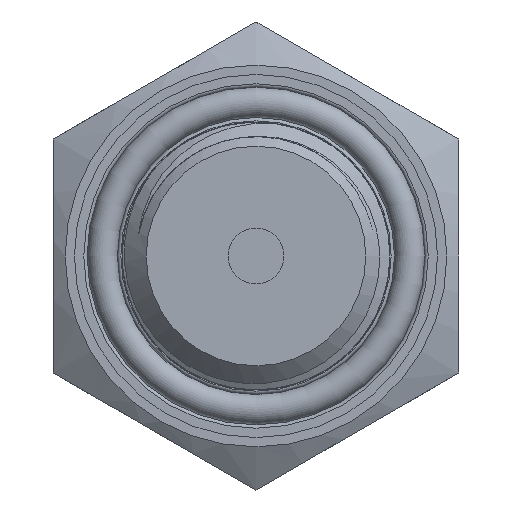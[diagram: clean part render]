
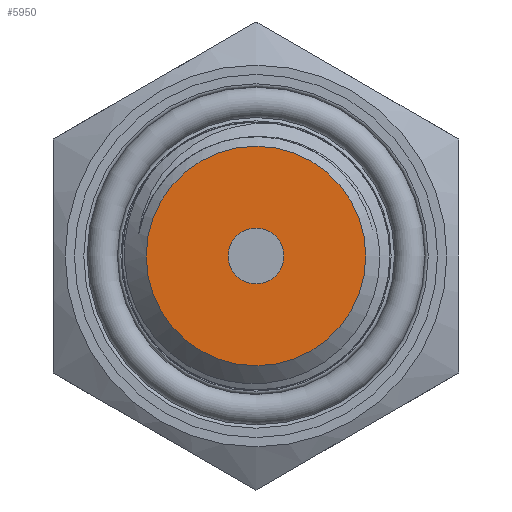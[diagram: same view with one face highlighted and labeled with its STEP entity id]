
A CAD part, left-side view. The second image highlights one B-rep face of the part: STEP entity #5950.
In plain terms, the highlighted planar face has unit normal (-1, 0, 0).
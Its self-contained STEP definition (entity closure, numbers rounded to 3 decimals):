
#327=FACE_BOUND('',#1055,.T.);
#363=PLANE('',#6161);
#689=FACE_OUTER_BOUND('',#1054,.T.);
#1054=EDGE_LOOP('',(#5437));
#1055=EDGE_LOOP('',(#5438));
#1140=CIRCLE('',#6142,6.5);
#1146=CIRCLE('',#6160,1.65);
#2826=VERTEX_POINT('',#14379);
#2834=VERTEX_POINT('',#15564);
#3689=EDGE_CURVE('',#2826,#2826,#1140,.T.);
#3711=EDGE_CURVE('',#2834,#2834,#1146,.T.);
#5437=ORIENTED_EDGE('',*,*,#3689,.T.);
#5438=ORIENTED_EDGE('',*,*,#3711,.T.);
#5950=ADVANCED_FACE('',(#689,#327),#363,.T.);
#6142=AXIS2_PLACEMENT_3D('',#14380,#6742,#6743);
#6160=AXIS2_PLACEMENT_3D('',#15566,#6787,#6788);
#6161=AXIS2_PLACEMENT_3D('',#15567,#6789,#6790);
#6742=DIRECTION('center_axis',(-1.,0.,0.));
#6743=DIRECTION('ref_axis',(0.,1.,0.));
#6787=DIRECTION('center_axis',(1.,0.,0.));
#6788=DIRECTION('ref_axis',(0.,0.,-1.));
#6789=DIRECTION('center_axis',(-1.,0.,0.));
#6790=DIRECTION('ref_axis',(0.,0.,1.));
#14379=CARTESIAN_POINT('',(0.,-6.5,0.));
#14380=CARTESIAN_POINT('Origin',(0.,0.,0.));
#15564=CARTESIAN_POINT('',(0.,-1.65,0.));
#15566=CARTESIAN_POINT('Origin',(0.,0.,0.));
#15567=CARTESIAN_POINT('Origin',(0.,8.,0.));
